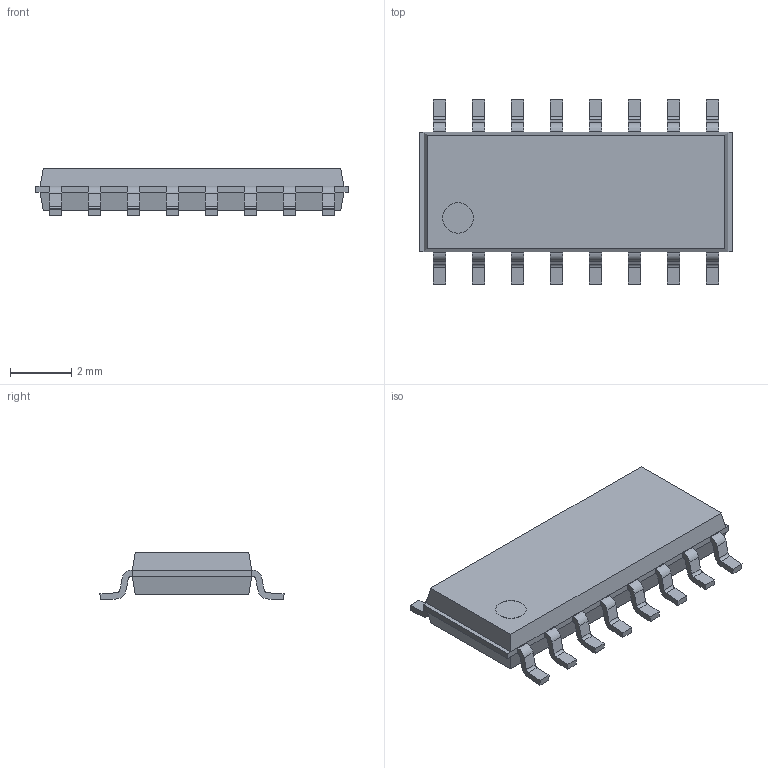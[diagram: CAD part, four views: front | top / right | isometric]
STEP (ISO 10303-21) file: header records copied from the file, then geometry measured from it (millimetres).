
FILE_DESCRIPTION (( 'STEP AP214' ), '1' );
FILE_NAME ('SOIC16.STEP', '2018-02-08T01:09:53', ( 'admin' ), ( 'Microsoft' ), 'SwSTEP 2.0', 'SolidWorks 2015', '' );
FILE_SCHEMA (( 'AUTOMOTIVE_DESIGN' ));
Length unit declared in the file: millimetre
Products named in the file (1): SOIC16
Bounding box: 10.2 x 6 x 1.56 mm (x, y, z)
Volume: 53.8 mm3; surface area: 144.7 mm2
Topology: 17 solids, 17 shells, 245 faces, 622 edges, 412 vertices
Faces by surface type: plane 179, cylinder 66
Entity records: 9832 total; most frequent: CARTESIAN_POINT 1280, DIRECTION 1246, ORIENTED_EDGE 1244, EDGE_CURVE 622, LINE 490, VECTOR 490, VERTEX_POINT 412, AXIS2_PLACEMENT_3D 378
